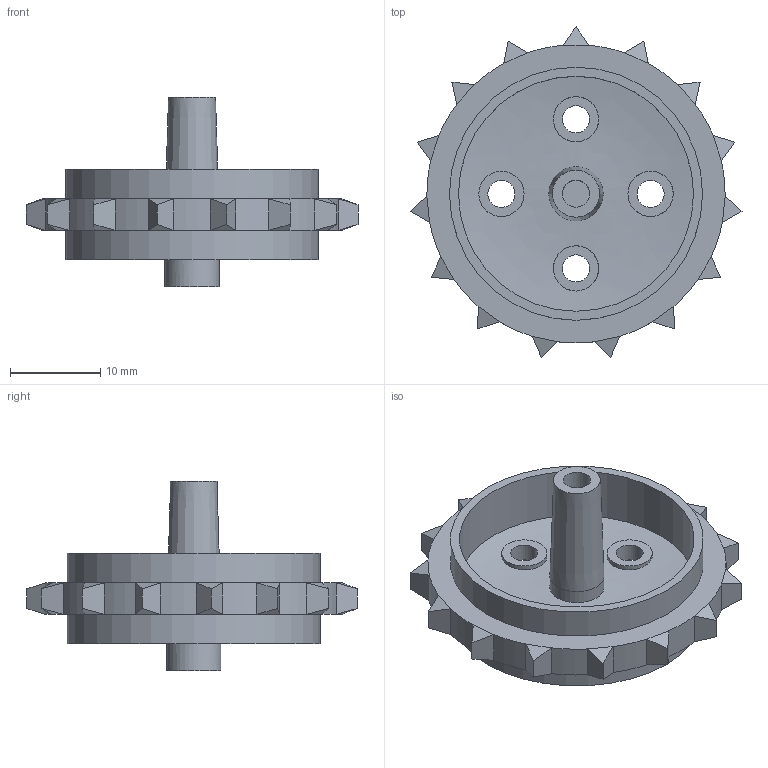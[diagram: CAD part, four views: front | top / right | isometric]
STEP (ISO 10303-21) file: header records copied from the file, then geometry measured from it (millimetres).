
FILE_DESCRIPTION(/* description */ ('','CAx-IF Rec.Pracs.---Representation and Presentation of Product Manufacturing Information (PMI)---4.0---2014-10-13'),/* implementation_level */ '2;1');
FILE_NAME(/* name */ 'drive sprocket.stp',/* time_stamp */ '2019-03-15T14:47:20+01:00',/* author */ ('poryz'),/* organization */ (''),/* preprocessor_version */ 'ST-DEVELOPER v17.2',/* originating_system */ 'Autodesk Inventor 2019',/* authorisation */ '');
FILE_SCHEMA (('AP242_MANAGED_MODEL_BASED_3D_ENGINEERING_MIM_LF { 1 0 10303 442 1 1 4 }'));
Length unit declared in the file: millimetre
Products named in the file (1): drive sprocket
Bounding box: 36.73 x 36.53 x 20.99 mm (x, y, z)
Volume: 2794.5 mm3; surface area: 4153 mm2
Topology: 1 solids, 1 shells, 113 faces, 266 edges, 164 vertices
Faces by surface type: plane 72, cylinder 38, bspline 2, cone 1
Full cylindrical faces by diameter (mm): 3 x5, 5 x4, 6 x2, 26 x2, 28 x2
Entity records: 3737 total; most frequent: CARTESIAN_POINT 987, DIRECTION 589, ORIENTED_EDGE 532, EDGE_CURVE 266, AXIS2_PLACEMENT_3D 215, VERTEX_POINT 164, LINE 159, VECTOR 159
